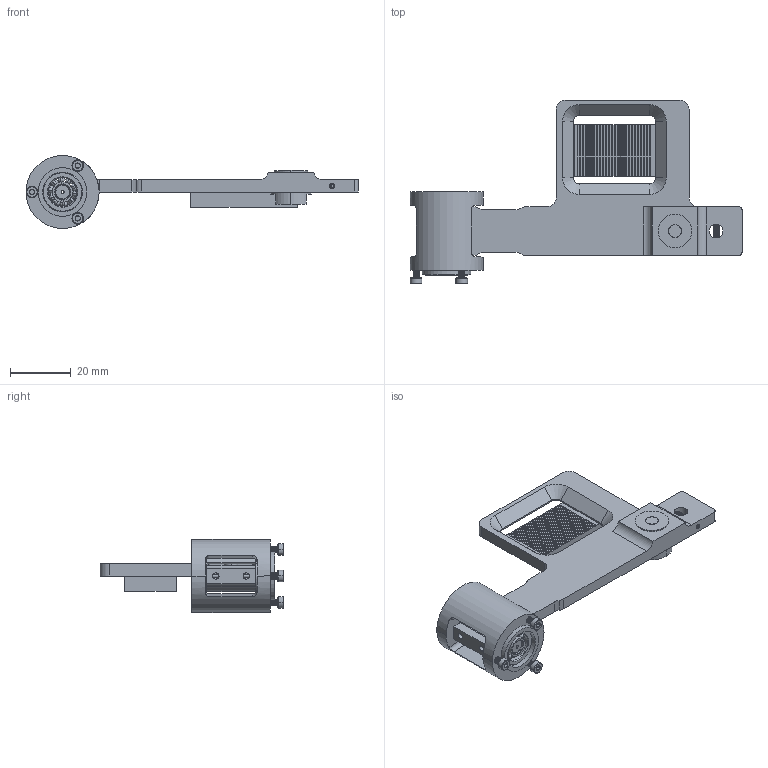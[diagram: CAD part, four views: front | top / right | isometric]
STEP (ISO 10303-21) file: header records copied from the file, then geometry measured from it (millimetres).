
FILE_DESCRIPTION (( 'STEP AP214' ), '1' );
FILE_NAME ('21049-E0W.STEP', '2010-08-24T19:45:42', ( 'User' ), ( 'Thorlabs' ), 'SwSTEP 2.0', 'SolidWorks 2009', '' );
FILE_SCHEMA (( 'AUTOMOTIVE_DESIGN' ));
Length unit declared in the file: millimetre
Products named in the file (1): 21049-E0W
Bounding box: 109 x 60.3 x 24 mm (x, y, z)
Surface area: 13539.1 mm2 (no closed solid volume)
Topology: 0 solids, 24 shells, 639 faces, 2278 edges, 1515 vertices
Faces by surface type: cylinder 320, plane 151, cone 92, sphere 40, torus 30, bspline 6
Entity records: 39864 total; most frequent: CARTESIAN_POINT 15659, ORIENTED_EDGE 3833, DIRECTION 3204, EDGE_CURVE 2158, VERTEX_POINT 1435, AXIS2_PLACEMENT_3D 1132, VECTOR 940, LINE 940
